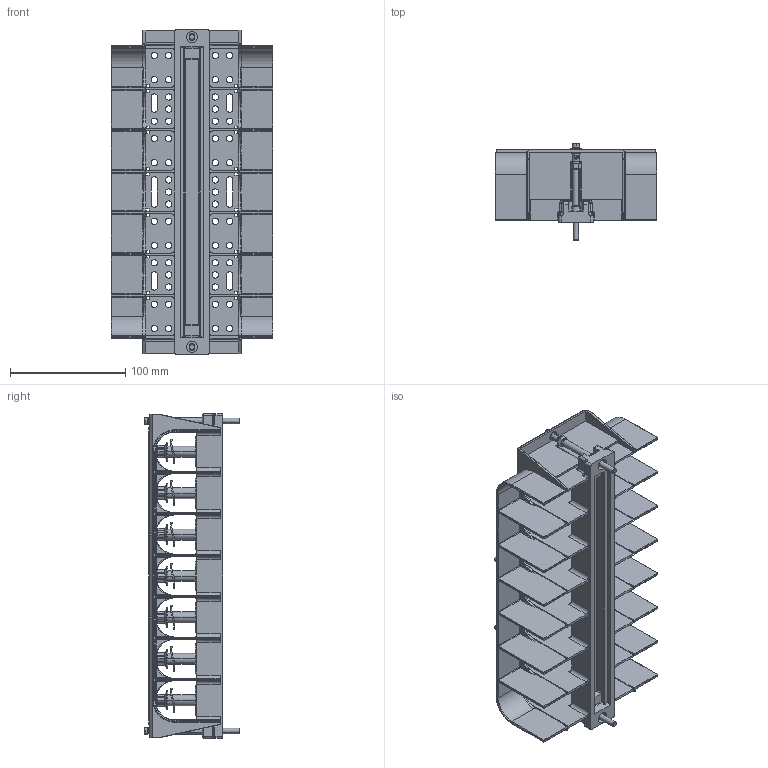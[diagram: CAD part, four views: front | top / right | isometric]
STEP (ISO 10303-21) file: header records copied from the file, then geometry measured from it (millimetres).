
FILE_DESCRIPTION((''),'2;1');
FILE_NAME('32428071003','2019-09-24T',('presta_be4'),(''),'PRO/ENGINEER BY PARAMETRIC TECHNOLOGY CORPORATION, 2014310','PRO/ENGINEER BY PARAMETRIC TECHNOLOGY CORPORATION, 2014310','');
FILE_SCHEMA(('CONFIG_CONTROL_DESIGN'));
Products named in the file (1): 32428071003
Bounding box: 140.4 x 83.34 x 282.2 mm (x, y, z)
Volume: 395367.5 mm3; surface area: 277123.4 mm2
Topology: 8 solids, 8 shells, 4216 faces, 11204 edges, 7120 vertices
Faces by surface type: plane 2370, cylinder 1138, torus 307, bspline 191, cone 186, sphere 24
Entity records: 195212 total; most frequent: CARTESIAN_POINT 91770, ORIENTED_EDGE 22384, DIRECTION 20185, EDGE_CURVE 11192, VECTOR 7487, LINE 7487, VERTEX_POINT 7120, AXIS2_PLACEMENT_3D 6349
